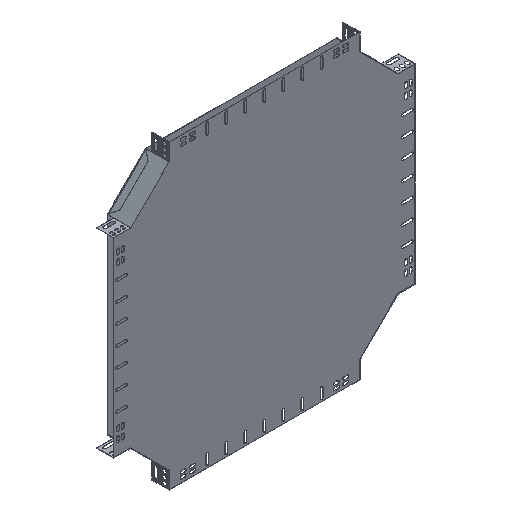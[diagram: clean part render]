
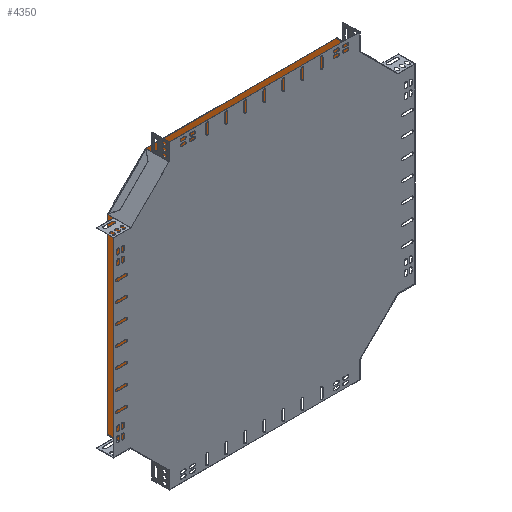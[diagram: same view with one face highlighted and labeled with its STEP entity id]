
A CAD part, isometric view. The second image highlights one B-rep face of the part: STEP entity #4350.
In plain terms, the highlighted planar face has unit normal (0, -1, 0).
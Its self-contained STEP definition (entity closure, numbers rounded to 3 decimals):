
#695 = EDGE_CURVE ( 'NONE', #10360, #11235, #12561, .T. ) ;
#793 = CARTESIAN_POINT ( 'NONE',  ( -242.337, 189.964, 355.051 ) ) ;
#970 = CARTESIAN_POINT ( 'NONE',  ( -242.337, 189.964, 355.051 ) ) ;
#1382 = CARTESIAN_POINT ( 'NONE',  ( 259.263, 189.964, 355.051 ) ) ;
#1613 = CARTESIAN_POINT ( 'NONE',  ( 259.263, 189.964, -346.549 ) ) ;
#1665 = ORIENTED_EDGE ( 'NONE', *, *, #13225, .F. ) ;
#2158 = DIRECTION ( 'NONE',  ( 1., 0., 0. ) ) ;
#2291 = EDGE_CURVE ( 'NONE', #2466, #3690, #3470, .T. ) ;
#2466 = VERTEX_POINT ( 'NONE', #1382 ) ;
#3282 = EDGE_LOOP ( 'NONE', ( #4478, #5052, #12932, #4497, #8111, #4837, #7553, #1665 ) ) ;
#3470 = LINE ( 'NONE', #7678, #9561 ) ;
#3690 = VERTEX_POINT ( 'NONE', #5738 ) ;
#4263 = VERTEX_POINT ( 'NONE', #6967 ) ;
#4350 = ADVANCED_FACE ( 'NONE', ( #14698 ), #8412, .T. ) ;
#4478 = ORIENTED_EDGE ( 'NONE', *, *, #13238, .F. ) ;
#4497 = ORIENTED_EDGE ( 'NONE', *, *, #7185, .F. ) ;
#4569 = LINE ( 'NONE', #14706, #14001 ) ;
#4837 = ORIENTED_EDGE ( 'NONE', *, *, #14034, .F. ) ;
#5052 = ORIENTED_EDGE ( 'NONE', *, *, #15426, .F. ) ;
#5189 = DIRECTION ( 'NONE',  ( 0., 0., 1. ) ) ;
#5738 = CARTESIAN_POINT ( 'NONE',  ( 359.263, 189.964, 255.051 ) ) ;
#6905 = CARTESIAN_POINT ( 'NONE',  ( -342.337, 189.964, -246.549 ) ) ;
#6967 = CARTESIAN_POINT ( 'NONE',  ( -242.337, 189.964, -346.549 ) ) ;
#6969 = CARTESIAN_POINT ( 'NONE',  ( -242.337, 189.964, 355.051 ) ) ;
#7185 = EDGE_CURVE ( 'NONE', #11235, #4263, #4569, .T. ) ;
#7221 = DIRECTION ( 'NONE',  ( 0., 0., -1. ) ) ;
#7280 = CARTESIAN_POINT ( 'NONE',  ( -342.337, 189.964, 255.051 ) ) ;
#7449 = CARTESIAN_POINT ( 'NONE',  ( 259.263, 189.964, -346.549 ) ) ;
#7507 = VECTOR ( 'NONE', #15554, 1000. ) ;
#7553 = ORIENTED_EDGE ( 'NONE', *, *, #2291, .F. ) ;
#7678 = CARTESIAN_POINT ( 'NONE',  ( 359.263, 189.964, 255.051 ) ) ;
#7969 = CARTESIAN_POINT ( 'NONE',  ( -342.337, 189.964, -246.549 ) ) ;
#8111 = ORIENTED_EDGE ( 'NONE', *, *, #695, .F. ) ;
#8412 = PLANE ( 'NONE',  #11885 ) ;
#8435 = VECTOR ( 'NONE', #8699, 1000. ) ;
#8699 = DIRECTION ( 'NONE',  ( -0.707, 0., -0.707 ) ) ;
#8943 = DIRECTION ( 'NONE',  ( 0.707, 0., -0.707 ) ) ;
#9097 = CARTESIAN_POINT ( 'NONE',  ( 359.263, 189.964, -246.549 ) ) ;
#9561 = VECTOR ( 'NONE', #8943, 1000. ) ;
#9844 = DIRECTION ( 'NONE',  ( -1., 0., 0. ) ) ;
#10360 = VERTEX_POINT ( 'NONE', #9097 ) ;
#10382 = VERTEX_POINT ( 'NONE', #6905 ) ;
#10864 = VERTEX_POINT ( 'NONE', #793 ) ;
#11147 = VECTOR ( 'NONE', #5189, 1000. ) ;
#11235 = VERTEX_POINT ( 'NONE', #1613 ) ;
#11237 = VECTOR ( 'NONE', #2158, 1000. ) ;
#11833 = DIRECTION ( 'NONE',  ( -0.707, 0., 0.707 ) ) ;
#11885 = AXIS2_PLACEMENT_3D ( 'NONE', #12157, #14615, #7221 ) ;
#12116 = VECTOR ( 'NONE', #11833, 1000. ) ;
#12157 = CARTESIAN_POINT ( 'NONE',  ( -593.137, 189.964, 4.251 ) ) ;
#12561 = LINE ( 'NONE', #7449, #8435 ) ;
#12932 = ORIENTED_EDGE ( 'NONE', *, *, #15624, .F. ) ;
#13041 = CARTESIAN_POINT ( 'NONE',  ( 359.263, 189.964, 255.051 ) ) ;
#13225 = EDGE_CURVE ( 'NONE', #10864, #2466, #14091, .T. ) ;
#13238 = EDGE_CURVE ( 'NONE', #15221, #10864, #13732, .T. ) ;
#13732 = LINE ( 'NONE', #6969, #7507 ) ;
#13795 = CARTESIAN_POINT ( 'NONE',  ( -342.337, 189.964, -246.549 ) ) ;
#14001 = VECTOR ( 'NONE', #9844, 1000. ) ;
#14034 = EDGE_CURVE ( 'NONE', #3690, #10360, #14038, .T. ) ;
#14038 = LINE ( 'NONE', #13041, #14775 ) ;
#14091 = LINE ( 'NONE', #970, #11237 ) ;
#14250 = DIRECTION ( 'NONE',  ( 0., 0., -1. ) ) ;
#14370 = LINE ( 'NONE', #13795, #11147 ) ;
#14615 = DIRECTION ( 'NONE',  ( 0., -1., 0. ) ) ;
#14698 = FACE_OUTER_BOUND ( 'NONE', #3282, .T. ) ;
#14706 = CARTESIAN_POINT ( 'NONE',  ( 259.263, 189.964, -346.549 ) ) ;
#14775 = VECTOR ( 'NONE', #14250, 1000. ) ;
#15221 = VERTEX_POINT ( 'NONE', #7280 ) ;
#15296 = LINE ( 'NONE', #7969, #12116 ) ;
#15426 = EDGE_CURVE ( 'NONE', #10382, #15221, #14370, .T. ) ;
#15554 = DIRECTION ( 'NONE',  ( 0.707, 0., 0.707 ) ) ;
#15624 = EDGE_CURVE ( 'NONE', #4263, #10382, #15296, .T. ) ;
